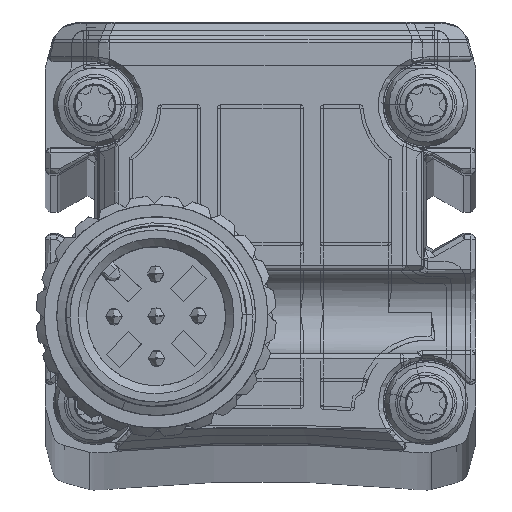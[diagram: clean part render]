
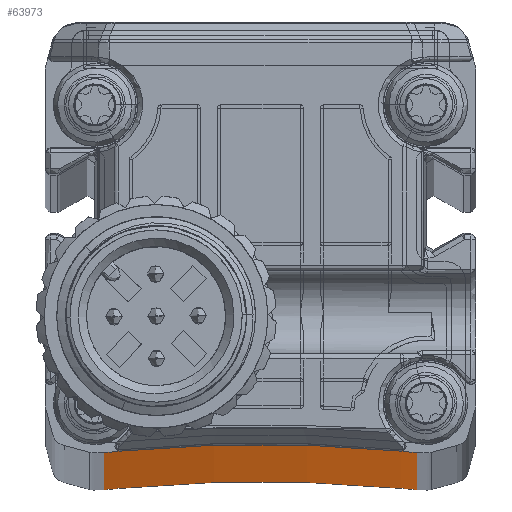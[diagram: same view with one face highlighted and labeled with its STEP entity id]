
A CAD part, top view. The second image highlights one B-rep face of the part: STEP entity #63973.
In plain terms, the highlighted cylindrical face has radius 90 mm (diameter 180 mm), a partial arc.
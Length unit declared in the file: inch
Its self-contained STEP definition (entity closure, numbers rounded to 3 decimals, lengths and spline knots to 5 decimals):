
#789 = CARTESIAN_POINT ( 'NONE',  ( -0.33352, 0.00395, 50.47244 ) ) ;
#1010 = VECTOR ( 'NONE', #53781, 39.37008 ) ;
#1381 = CARTESIAN_POINT ( 'NONE',  ( 0.33352, 0.00395, 50.3937 ) ) ;
#1609 = CARTESIAN_POINT ( 'NONE',  ( 0., -3.52362, 50.3937 ) ) ;
#3260 = CIRCLE ( 'NONE', #20523, 3.54331 ) ;
#4318 = CARTESIAN_POINT ( 'NONE',  ( -0.33352, 0.00395, -0.07087 ) ) ;
#6015 = CARTESIAN_POINT ( 'NONE',  ( 0.33352, 0.00395, -0.09907 ) ) ;
#6846 = CARTESIAN_POINT ( 'NONE',  ( 0.33352, 0.00395, 50.60005 ) ) ;
#6982 = CARTESIAN_POINT ( 'NONE',  ( 0., -3.52362, -0.09907 ) ) ;
#7541 = VERTEX_POINT ( 'NONE', #23329 ) ;
#7675 = CARTESIAN_POINT ( 'NONE',  ( -0.37298, 0., -0.07087 ) ) ;
#7788 = DIRECTION ( 'NONE',  ( 1., 0., 0. ) ) ;
#7831 = LINE ( 'NONE', #1381, #39121 ) ;
#7936 = AXIS2_PLACEMENT_3D ( 'NONE', #41610, #52800, #46674 ) ;
#8282 = CARTESIAN_POINT ( 'NONE',  ( -0.37298, 0., 50.3937 ) ) ;
#8592 = CARTESIAN_POINT ( 'NONE',  ( 0.33352, 0.00395, -0.07087 ) ) ;
#13041 = VERTEX_POINT ( 'NONE', #789 ) ;
#14074 = EDGE_CURVE ( 'NONE', #43760, #7541, #58631, .T. ) ;
#14407 = AXIS2_PLACEMENT_3D ( 'NONE', #18927, #18583, #7788 ) ;
#14784 = VERTEX_POINT ( 'NONE', #42160 ) ;
#14938 = EDGE_CURVE ( 'NONE', #14784, #23377, #62278, .T. ) ;
#15353 = ORIENTED_EDGE ( 'NONE', *, *, #69813, .F. ) ;
#16234 = VERTEX_POINT ( 'NONE', #6015 ) ;
#16583 = VERTEX_POINT ( 'NONE', #58030 ) ;
#17444 = DIRECTION ( 'NONE',  ( 0., 0., -1. ) ) ;
#18111 = VERTEX_POINT ( 'NONE', #62991 ) ;
#18583 = DIRECTION ( 'NONE',  ( 0., 0., -1. ) ) ;
#18688 = CARTESIAN_POINT ( 'NONE',  ( 0.37298, 0., 50.47244 ) ) ;
#18927 = CARTESIAN_POINT ( 'NONE',  ( 0., -3.52362, 50.47244 ) ) ;
#19240 = EDGE_CURVE ( 'NONE', #69072, #38989, #24142, .T. ) ;
#19687 = DIRECTION ( 'NONE',  ( 0., 0., 1. ) ) ;
#20523 = AXIS2_PLACEMENT_3D ( 'NONE', #24721, #19687, #29769 ) ;
#20762 = AXIS2_PLACEMENT_3D ( 'NONE', #21595, #32690, #43878 ) ;
#21595 = CARTESIAN_POINT ( 'NONE',  ( 0., -3.52362, 50.47244 ) ) ;
#22414 = EDGE_LOOP ( 'NONE', ( #45631, #15353, #70971, #33766, #58540, #51007, #59699, #58434, #30106, #45352, #43336, #32355 ) ) ;
#22902 = EDGE_CURVE ( 'NONE', #16234, #14784, #61358, .T. ) ;
#23329 = CARTESIAN_POINT ( 'NONE',  ( -0.37298, 0., 50.47244 ) ) ;
#23377 = VERTEX_POINT ( 'NONE', #4318 ) ;
#23541 = DIRECTION ( 'NONE',  ( 0., 0., 1. ) ) ;
#24142 = LINE ( 'NONE', #43869, #56710 ) ;
#24721 = CARTESIAN_POINT ( 'NONE',  ( 0., -3.52362, -0.07087 ) ) ;
#27849 = VERTEX_POINT ( 'NONE', #18688 ) ;
#28517 = VECTOR ( 'NONE', #41692, 39.37008 ) ;
#29769 = DIRECTION ( 'NONE',  ( 1., 0., 0. ) ) ;
#29876 = CARTESIAN_POINT ( 'NONE',  ( -0.33352, 0.00395, 0.33402 ) ) ;
#30106 = ORIENTED_EDGE ( 'NONE', *, *, #54492, .F. ) ;
#32355 = ORIENTED_EDGE ( 'NONE', *, *, #33738, .F. ) ;
#32690 = DIRECTION ( 'NONE',  ( 0., 0., -1. ) ) ;
#33738 = EDGE_CURVE ( 'NONE', #38989, #27849, #42570, .T. ) ;
#33740 = AXIS2_PLACEMENT_3D ( 'NONE', #6982, #44024, #38600 ) ;
#33766 = ORIENTED_EDGE ( 'NONE', *, *, #59679, .F. ) ;
#36363 = AXIS2_PLACEMENT_3D ( 'NONE', #1609, #23541, #62022 ) ;
#36488 = CARTESIAN_POINT ( 'NONE',  ( 0.37298, 0., 50.3937 ) ) ;
#36625 = CIRCLE ( 'NONE', #7936, 3.54331 ) ;
#37275 = CARTESIAN_POINT ( 'NONE',  ( -0.33352, 0.00395, 50.3937 ) ) ;
#38600 = DIRECTION ( 'NONE',  ( -0.519, 0.855, 0. ) ) ;
#38652 = CARTESIAN_POINT ( 'NONE',  ( 0., -3.52362, 50.60005 ) ) ;
#38669 = CARTESIAN_POINT ( 'NONE',  ( 0.33352, 0.00395, 50.47244 ) ) ;
#38989 = VERTEX_POINT ( 'NONE', #38669 ) ;
#39121 = VECTOR ( 'NONE', #39836, 39.37008 ) ;
#39836 = DIRECTION ( 'NONE',  ( 0., 0., -1. ) ) ;
#41610 = CARTESIAN_POINT ( 'NONE',  ( 0., -3.52362, -0.07087 ) ) ;
#41692 = DIRECTION ( 'NONE',  ( 0., 0., 1. ) ) ;
#42160 = CARTESIAN_POINT ( 'NONE',  ( -0.33352, 0.00395, -0.09907 ) ) ;
#42570 = CIRCLE ( 'NONE', #20762, 3.54331 ) ;
#42678 = DIRECTION ( 'NONE',  ( 0., 0., 1. ) ) ;
#43270 = EDGE_CURVE ( 'NONE', #13041, #18111, #70356, .T. ) ;
#43336 = ORIENTED_EDGE ( 'NONE', *, *, #48258, .F. ) ;
#43760 = VERTEX_POINT ( 'NONE', #7675 ) ;
#43869 = CARTESIAN_POINT ( 'NONE',  ( 0.33352, 0.00395, 50.3937 ) ) ;
#43878 = DIRECTION ( 'NONE',  ( 1., 0., 0. ) ) ;
#44024 = DIRECTION ( 'NONE',  ( 0., 0., 1. ) ) ;
#44762 = FACE_OUTER_BOUND ( 'NONE', #22414, .T. ) ;
#45352 = ORIENTED_EDGE ( 'NONE', *, *, #67073, .F. ) ;
#45631 = ORIENTED_EDGE ( 'NONE', *, *, #19240, .F. ) ;
#46089 = DIRECTION ( 'NONE',  ( 0., 0., 1. ) ) ;
#46674 = DIRECTION ( 'NONE',  ( 1., 0., 0. ) ) ;
#47853 = DIRECTION ( 'NONE',  ( 0., 0., -1. ) ) ;
#48258 = EDGE_CURVE ( 'NONE', #27849, #16583, #69209, .T. ) ;
#49402 = VECTOR ( 'NONE', #46089, 39.37008 ) ;
#50890 = CYLINDRICAL_SURFACE ( 'NONE', #36363, 3.54331 ) ;
#51007 = ORIENTED_EDGE ( 'NONE', *, *, #67943, .F. ) ;
#51201 = CIRCLE ( 'NONE', #14407, 3.54331 ) ;
#52800 = DIRECTION ( 'NONE',  ( 0., 0., 1. ) ) ;
#53781 = DIRECTION ( 'NONE',  ( 0., 0., -1. ) ) ;
#54492 = EDGE_CURVE ( 'NONE', #69342, #16234, #7831, .T. ) ;
#56710 = VECTOR ( 'NONE', #47853, 39.37008 ) ;
#57358 = AXIS2_PLACEMENT_3D ( 'NONE', #38652, #17444, #60971 ) ;
#58030 = CARTESIAN_POINT ( 'NONE',  ( 0.37298, 0., -0.07087 ) ) ;
#58434 = ORIENTED_EDGE ( 'NONE', *, *, #22902, .F. ) ;
#58540 = ORIENTED_EDGE ( 'NONE', *, *, #14074, .F. ) ;
#58631 = LINE ( 'NONE', #8282, #28517 ) ;
#59679 = EDGE_CURVE ( 'NONE', #7541, #13041, #51201, .T. ) ;
#59699 = ORIENTED_EDGE ( 'NONE', *, *, #14938, .F. ) ;
#60971 = DIRECTION ( 'NONE',  ( 1., 0., 0. ) ) ;
#61358 = CIRCLE ( 'NONE', #33740, 3.54331 ) ;
#62022 = DIRECTION ( 'NONE',  ( 1., 0., 0. ) ) ;
#62278 = LINE ( 'NONE', #29876, #49402 ) ;
#62991 = CARTESIAN_POINT ( 'NONE',  ( -0.33352, 0.00395, 50.60005 ) ) ;
#63973 = ADVANCED_FACE ( 'NONE', ( #44762 ), #50890, .F. ) ;
#65506 = CIRCLE ( 'NONE', #57358, 3.54331 ) ;
#67073 = EDGE_CURVE ( 'NONE', #16583, #69342, #3260, .T. ) ;
#67943 = EDGE_CURVE ( 'NONE', #23377, #43760, #36625, .T. ) ;
#69072 = VERTEX_POINT ( 'NONE', #6846 ) ;
#69209 = LINE ( 'NONE', #36488, #1010 ) ;
#69342 = VERTEX_POINT ( 'NONE', #8592 ) ;
#69813 = EDGE_CURVE ( 'NONE', #18111, #69072, #65506, .T. ) ;
#70356 = LINE ( 'NONE', #37275, #70715 ) ;
#70715 = VECTOR ( 'NONE', #42678, 39.37008 ) ;
#70971 = ORIENTED_EDGE ( 'NONE', *, *, #43270, .F. ) ;
